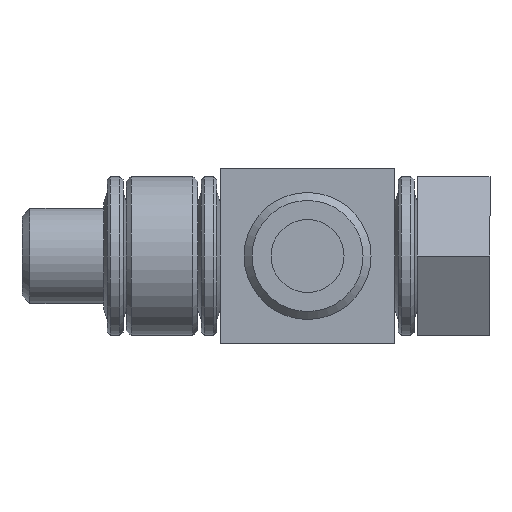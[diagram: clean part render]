
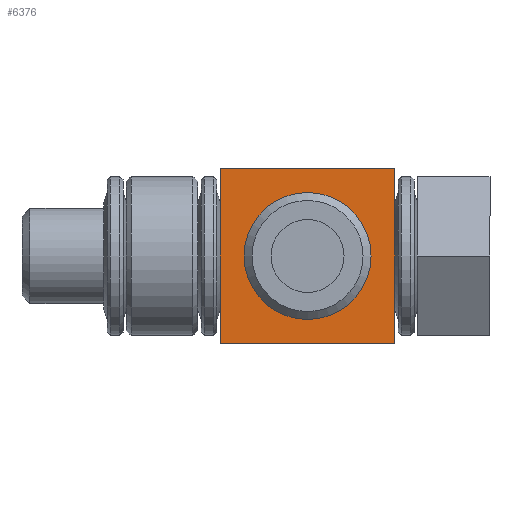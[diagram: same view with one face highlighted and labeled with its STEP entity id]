
A CAD part, left-side view. The second image highlights one B-rep face of the part: STEP entity #6376.
In plain terms, the highlighted face is planar.
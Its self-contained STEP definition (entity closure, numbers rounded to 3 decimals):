
#458=FACE_BOUND('',#1396,.T.);
#647=PLANE('',#6708);
#1003=FACE_OUTER_BOUND('',#1395,.T.);
#1395=EDGE_LOOP('',(#5897,#5898,#5899,#5900));
#1396=EDGE_LOOP('',(#5901));
#1980=LINE('',#11216,#2586);
#2007=LINE('',#11329,#2613);
#2008=LINE('',#11331,#2614);
#2009=LINE('',#11332,#2615);
#2586=VECTOR('',#7669,10.);
#2613=VECTOR('',#7802,10.);
#2614=VECTOR('',#7803,10.);
#2615=VECTOR('',#7804,10.);
#2670=CIRCLE('',#6683,3.45);
#3243=VERTEX_POINT('',#11213);
#3244=VERTEX_POINT('',#11215);
#3263=VERTEX_POINT('',#11284);
#3277=VERTEX_POINT('',#11328);
#3278=VERTEX_POINT('',#11330);
#4114=EDGE_CURVE('',#3244,#3243,#1980,.T.);
#4143=EDGE_CURVE('',#3263,#3263,#2670,.T.);
#4165=EDGE_CURVE('',#3243,#3277,#2007,.T.);
#4166=EDGE_CURVE('',#3277,#3278,#2008,.T.);
#4167=EDGE_CURVE('',#3278,#3244,#2009,.T.);
#5897=ORIENTED_EDGE('',*,*,#4114,.T.);
#5898=ORIENTED_EDGE('',*,*,#4165,.T.);
#5899=ORIENTED_EDGE('',*,*,#4166,.T.);
#5900=ORIENTED_EDGE('',*,*,#4167,.T.);
#5901=ORIENTED_EDGE('',*,*,#4143,.T.);
#6376=ADVANCED_FACE('',(#1003,#458),#647,.F.);
#6683=AXIS2_PLACEMENT_3D('',#11285,#7746,#7747);
#6708=AXIS2_PLACEMENT_3D('',#11327,#7800,#7801);
#7669=DIRECTION('',(1.,0.,0.));
#7746=DIRECTION('center_axis',(0.,0.,1.));
#7747=DIRECTION('ref_axis',(0.,1.,0.));
#7800=DIRECTION('center_axis',(0.,0.,1.));
#7801=DIRECTION('ref_axis',(1.,0.,0.));
#7802=DIRECTION('',(0.,-1.,0.));
#7803=DIRECTION('',(-1.,0.,0.));
#7804=DIRECTION('',(0.,1.,0.));
#11213=CARTESIAN_POINT('',(5.5,5.5,0.));
#11215=CARTESIAN_POINT('',(-5.5,5.5,0.));
#11216=CARTESIAN_POINT('',(-5.5,5.5,0.));
#11284=CARTESIAN_POINT('',(-3.45,0.,0.));
#11285=CARTESIAN_POINT('Origin',(0.,0.,0.));
#11327=CARTESIAN_POINT('Origin',(0.,0.,
0.));
#11328=CARTESIAN_POINT('',(5.5,-5.5,0.));
#11329=CARTESIAN_POINT('',(5.5,5.5,0.));
#11330=CARTESIAN_POINT('',(-5.5,-5.5,0.));
#11331=CARTESIAN_POINT('',(5.5,-5.5,0.));
#11332=CARTESIAN_POINT('',(-5.5,-5.5,0.));
